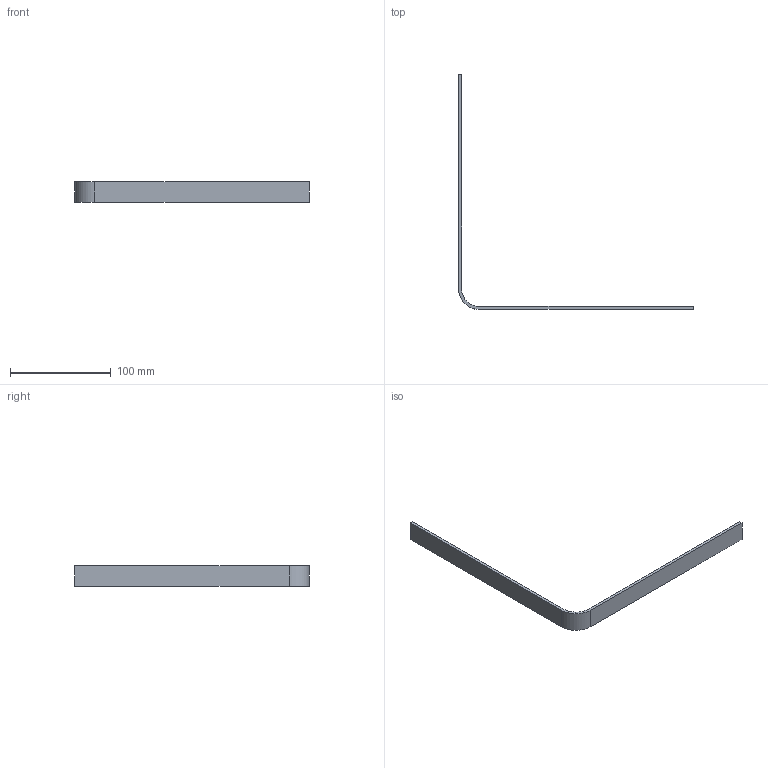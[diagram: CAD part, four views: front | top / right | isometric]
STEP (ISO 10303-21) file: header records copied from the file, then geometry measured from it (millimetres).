
FILE_DESCRIPTION(/* description */ (''),/* implementation_level */ '2;1');
FILE_NAME(/* name */ '6017371',/* time_stamp */ '2014-02-11T14:07:29+01:00',/* author */ (''),/* organization */ (''),/* preprocessor_version */ 'ST-DEVELOPER v15',/* originating_system */ '',/* authorisation */ '');
FILE_SCHEMA (('CONFIG_CONTROL_DESIGN'));
Length unit declared in the file: millimetre
Products named in the file (1): Document
Bounding box: 232.47 x 232.47 x 20 mm (x, y, z)
Volume: 27240 mm3; surface area: 21004 mm2
Topology: 1 solids, 1 shells, 10 faces, 24 edges, 16 vertices
Faces by surface type: bspline 8, plane 2
Entity records: 348 total; most frequent: CARTESIAN_POINT 132, ORIENTED_EDGE 48, EDGE_CURVE 24, VERTEX_POINT 16, ADVANCED_FACE 10, FACE_OUTER_BOUND 10, EDGE_LOOP 10, ORGANIZATION 7
